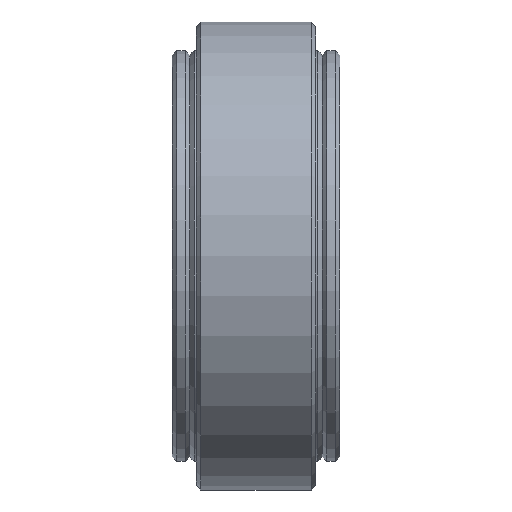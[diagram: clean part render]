
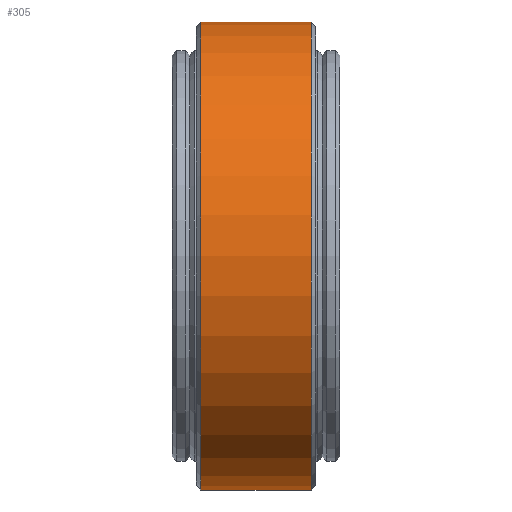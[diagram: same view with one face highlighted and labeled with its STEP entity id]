
A CAD part, top view. The second image highlights one B-rep face of the part: STEP entity #305.
In plain terms, the highlighted cylindrical face has radius 53 mm (diameter 106 mm), a full revolution.
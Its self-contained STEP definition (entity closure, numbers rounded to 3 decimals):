
#305 = ADVANCED_FACE( '', ( #588, #589 ), #590, .T. );
#588 = FACE_OUTER_BOUND( '', #859, .T. );
#589 = FACE_OUTER_BOUND( '', #860, .T. );
#590 = CYLINDRICAL_SURFACE( '', #861, 53. );
#859 = EDGE_LOOP( '', ( #1450 ) );
#860 = EDGE_LOOP( '', ( #1451 ) );
#861 = AXIS2_PLACEMENT_3D( '', #1452, #1453, #1454 );
#1450 = ORIENTED_EDGE( '', *, *, #1732, .T. );
#1451 = ORIENTED_EDGE( '', *, *, #1733, .T. );
#1452 = CARTESIAN_POINT( '', ( -60., 0., 0. ) );
#1453 = DIRECTION( '', ( 1., 0., 0. ) );
#1454 = DIRECTION( '', ( 0., 0., 1. ) );
#1732 = EDGE_CURVE( '', #2018, #2018, #2019, .T. );
#1733 = EDGE_CURVE( '', #2020, #2020, #2021, .F. );
#2018 = VERTEX_POINT( '', #2415 );
#2019 = CIRCLE( '', #2416, 53. );
#2020 = VERTEX_POINT( '', #2417 );
#2021 = CIRCLE( '', #2418, 53. );
#2415 = CARTESIAN_POINT( '', ( 27.5, 0., 53. ) );
#2416 = AXIS2_PLACEMENT_3D( '', #2669, #2670, #2671 );
#2417 = CARTESIAN_POINT( '', ( 2.5, 0., 53. ) );
#2418 = AXIS2_PLACEMENT_3D( '', #2672, #2673, #2674 );
#2669 = CARTESIAN_POINT( '', ( 27.5, 0., 0. ) );
#2670 = DIRECTION( '', ( -1., 0., 0. ) );
#2671 = DIRECTION( '', ( 0., 0., 1. ) );
#2672 = CARTESIAN_POINT( '', ( 2.5, 0., 0. ) );
#2673 = DIRECTION( '', ( -1., 0., 0. ) );
#2674 = DIRECTION( '', ( 0., 0., 1. ) );
